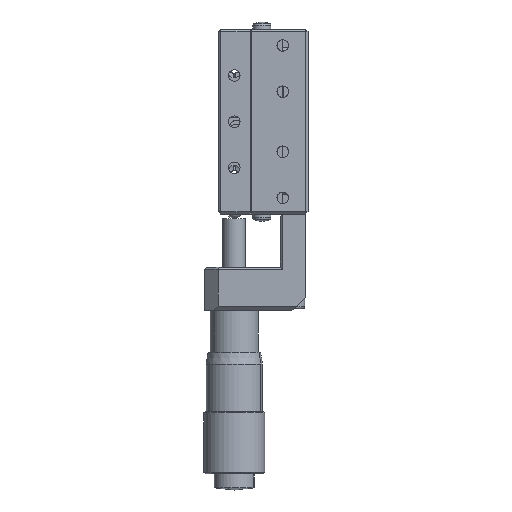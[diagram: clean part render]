
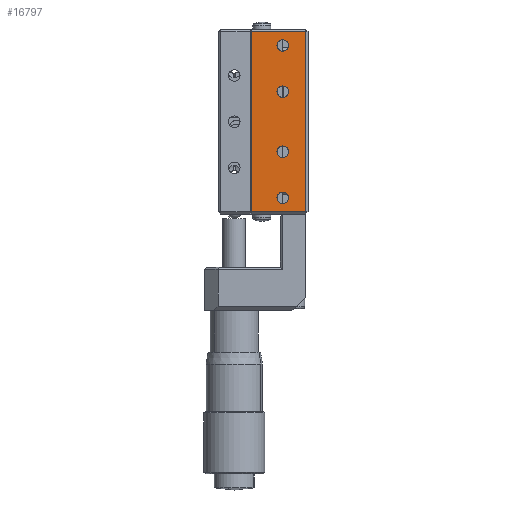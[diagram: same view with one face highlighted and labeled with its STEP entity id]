
A CAD part, front view. The second image highlights one B-rep face of the part: STEP entity #16797.
In plain terms, the highlighted planar face has unit normal (0, -1, 0).
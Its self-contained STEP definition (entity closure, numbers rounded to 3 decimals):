
#217 = AXIS2_PLACEMENT_3D ( 'NONE', #25783, #15730, #18326 ) ;
#248 = CARTESIAN_POINT ( 'NONE',  ( 7.2, 0., 40. ) ) ;
#274 = CIRCLE ( 'NONE', #25516, 1.25 ) ;
#280 = DIRECTION ( 'NONE',  ( 0., 0., -1. ) ) ;
#393 = EDGE_CURVE ( 'NONE', #12727, #17319, #20198, .T. ) ;
#1322 = CARTESIAN_POINT ( 'NONE',  ( 19., 0., 39.5 ) ) ;
#2087 = FACE_BOUND ( 'NONE', #26288, .T. ) ;
#2227 = DIRECTION ( 'NONE',  ( 0., -1., 0. ) ) ;
#2323 = EDGE_CURVE ( 'NONE', #17319, #7293, #27345, .T. ) ;
#2920 = CARTESIAN_POINT ( 'NONE',  ( 14., 0., 35.25 ) ) ;
#2987 = CARTESIAN_POINT ( 'NONE',  ( 7.2, 0., 39.5 ) ) ;
#3267 = EDGE_LOOP ( 'NONE', ( #6877, #24431, #23464, #14292 ) ) ;
#3611 = VERTEX_POINT ( 'NONE', #27517 ) ;
#5604 = AXIS2_PLACEMENT_3D ( 'NONE', #248, #12981, #18395 ) ;
#5672 = DIRECTION ( 'NONE',  ( 0., -1., 0. ) ) ;
#6727 = CIRCLE ( 'NONE', #19470, 1.25 ) ;
#6877 = ORIENTED_EDGE ( 'NONE', *, *, #28942, .T. ) ;
#7293 = VERTEX_POINT ( 'NONE', #25962 ) ;
#7820 = CARTESIAN_POINT ( 'NONE',  ( 14., 0., 37.75 ) ) ;
#8113 = CARTESIAN_POINT ( 'NONE',  ( 14., 0., 14.75 ) ) ;
#8226 = CARTESIAN_POINT ( 'NONE',  ( 7.2, 0., 40. ) ) ;
#8323 = ORIENTED_EDGE ( 'NONE', *, *, #12351, .F. ) ;
#8324 = EDGE_CURVE ( 'NONE', #11753, #22344, #15848, .T. ) ;
#8575 = FACE_BOUND ( 'NONE', #14927, .T. ) ;
#8970 = LINE ( 'NONE', #11767, #13480 ) ;
#9007 = DIRECTION ( 'NONE',  ( 0., -1., 0. ) ) ;
#9141 = AXIS2_PLACEMENT_3D ( 'NONE', #15982, #23750, #18558 ) ;
#9243 = EDGE_CURVE ( 'NONE', #14861, #16794, #25489, .T. ) ;
#9335 = ORIENTED_EDGE ( 'NONE', *, *, #8324, .F. ) ;
#9839 = AXIS2_PLACEMENT_3D ( 'NONE', #26478, #16321, #28869 ) ;
#9952 = CARTESIAN_POINT ( 'NONE',  ( 14., 0., 13.5 ) ) ;
#10348 = PLANE ( 'NONE',  #5604 ) ;
#11057 = VERTEX_POINT ( 'NONE', #12507 ) ;
#11266 = CARTESIAN_POINT ( 'NONE',  ( 14., 0., 13.5 ) ) ;
#11753 = VERTEX_POINT ( 'NONE', #21449 ) ;
#11767 = CARTESIAN_POINT ( 'NONE',  ( 19., 0., 40. ) ) ;
#12147 = EDGE_LOOP ( 'NONE', ( #9335, #31656 ) ) ;
#12351 = EDGE_CURVE ( 'NONE', #27055, #3611, #19408, .T. ) ;
#12507 = CARTESIAN_POINT ( 'NONE',  ( 14., 0., 2.25 ) ) ;
#12691 = EDGE_CURVE ( 'NONE', #28000, #11057, #17016, .T. ) ;
#12701 = DIRECTION ( 'NONE',  ( 0., 0., -1. ) ) ;
#12727 = VERTEX_POINT ( 'NONE', #1322 ) ;
#12981 = DIRECTION ( 'NONE',  ( 0., 1., 0. ) ) ;
#13480 = VECTOR ( 'NONE', #24989, 1000. ) ;
#13700 = AXIS2_PLACEMENT_3D ( 'NONE', #18723, #5672, #31503 ) ;
#14032 = EDGE_CURVE ( 'NONE', #3611, #27055, #6727, .T. ) ;
#14281 = CIRCLE ( 'NONE', #9141, 1.25 ) ;
#14292 = ORIENTED_EDGE ( 'NONE', *, *, #29879, .T. ) ;
#14861 = VERTEX_POINT ( 'NONE', #2920 ) ;
#14927 = EDGE_LOOP ( 'NONE', ( #28377, #19836 ) ) ;
#15189 = ORIENTED_EDGE ( 'NONE', *, *, #20924, .F. ) ;
#15730 = DIRECTION ( 'NONE',  ( 0., -1., 0. ) ) ;
#15830 = DIRECTION ( 'NONE',  ( 0., -1., 0. ) ) ;
#15848 = CIRCLE ( 'NONE', #13700, 1.25 ) ;
#15913 = FACE_BOUND ( 'NONE', #21919, .T. ) ;
#15982 = CARTESIAN_POINT ( 'NONE',  ( 14., 0., 26.5 ) ) ;
#16321 = DIRECTION ( 'NONE',  ( 0., -1., 0. ) ) ;
#16794 = VERTEX_POINT ( 'NONE', #7820 ) ;
#16797 = ADVANCED_FACE ( 'NONE', ( #8575, #21935, #2087, #15913, #30870 ), #10348, .F. ) ;
#17016 = CIRCLE ( 'NONE', #27021, 1.25 ) ;
#17319 = VERTEX_POINT ( 'NONE', #17573 ) ;
#17573 = CARTESIAN_POINT ( 'NONE',  ( 7.2, 0., 39.5 ) ) ;
#18326 = DIRECTION ( 'NONE',  ( 0., 0., -1. ) ) ;
#18395 = DIRECTION ( 'NONE',  ( 0., 0., 1. ) ) ;
#18558 = DIRECTION ( 'NONE',  ( 0., 0., -1. ) ) ;
#18723 = CARTESIAN_POINT ( 'NONE',  ( 14., 0., 26.5 ) ) ;
#19408 = CIRCLE ( 'NONE', #25719, 1.25 ) ;
#19470 = AXIS2_PLACEMENT_3D ( 'NONE', #11266, #31976, #29498 ) ;
#19836 = ORIENTED_EDGE ( 'NONE', *, *, #33136, .F. ) ;
#20198 = LINE ( 'NONE', #2987, #30327 ) ;
#20924 = EDGE_CURVE ( 'NONE', #11057, #28000, #28232, .T. ) ;
#21449 = CARTESIAN_POINT ( 'NONE',  ( 14., 0., 25.25 ) ) ;
#21919 = EDGE_LOOP ( 'NONE', ( #15189, #32077 ) ) ;
#21935 = FACE_BOUND ( 'NONE', #12147, .T. ) ;
#22344 = VERTEX_POINT ( 'NONE', #23392 ) ;
#22690 = VECTOR ( 'NONE', #25795, 1000. ) ;
#23392 = CARTESIAN_POINT ( 'NONE',  ( 14., 0., 27.75 ) ) ;
#23464 = ORIENTED_EDGE ( 'NONE', *, *, #2323, .T. ) ;
#23750 = DIRECTION ( 'NONE',  ( 0., -1., 0. ) ) ;
#24108 = VECTOR ( 'NONE', #26361, 1000. ) ;
#24155 = DIRECTION ( 'NONE',  ( -1., 0., 0. ) ) ;
#24431 = ORIENTED_EDGE ( 'NONE', *, *, #393, .T. ) ;
#24989 = DIRECTION ( 'NONE',  ( 0., 0., 1. ) ) ;
#25129 = LINE ( 'NONE', #30762, #22690 ) ;
#25428 = DIRECTION ( 'NONE',  ( 0., 0., -1. ) ) ;
#25489 = CIRCLE ( 'NONE', #217, 1.25 ) ;
#25516 = AXIS2_PLACEMENT_3D ( 'NONE', #28832, #15830, #280 ) ;
#25719 = AXIS2_PLACEMENT_3D ( 'NONE', #9952, #2227, #12701 ) ;
#25783 = CARTESIAN_POINT ( 'NONE',  ( 14., 0., 36.5 ) ) ;
#25795 = DIRECTION ( 'NONE',  ( 1., 0., 0. ) ) ;
#25962 = CARTESIAN_POINT ( 'NONE',  ( 7.2, 0., 0.5 ) ) ;
#26288 = EDGE_LOOP ( 'NONE', ( #29383, #8323 ) ) ;
#26361 = DIRECTION ( 'NONE',  ( 0., 0., -1. ) ) ;
#26478 = CARTESIAN_POINT ( 'NONE',  ( 14., 0., 3.5 ) ) ;
#26851 = CARTESIAN_POINT ( 'NONE',  ( 19., 0., 0.5 ) ) ;
#27021 = AXIS2_PLACEMENT_3D ( 'NONE', #27255, #9007, #25428 ) ;
#27055 = VERTEX_POINT ( 'NONE', #8113 ) ;
#27255 = CARTESIAN_POINT ( 'NONE',  ( 14., 0., 3.5 ) ) ;
#27345 = LINE ( 'NONE', #8226, #24108 ) ;
#27517 = CARTESIAN_POINT ( 'NONE',  ( 14., 0., 12.25 ) ) ;
#28000 = VERTEX_POINT ( 'NONE', #30796 ) ;
#28232 = CIRCLE ( 'NONE', #9839, 1.25 ) ;
#28377 = ORIENTED_EDGE ( 'NONE', *, *, #9243, .F. ) ;
#28701 = EDGE_CURVE ( 'NONE', #22344, #11753, #14281, .T. ) ;
#28832 = CARTESIAN_POINT ( 'NONE',  ( 14., 0., 36.5 ) ) ;
#28869 = DIRECTION ( 'NONE',  ( 0., 0., -1. ) ) ;
#28942 = EDGE_CURVE ( 'NONE', #29664, #12727, #8970, .T. ) ;
#29383 = ORIENTED_EDGE ( 'NONE', *, *, #14032, .F. ) ;
#29498 = DIRECTION ( 'NONE',  ( 0., 0., -1. ) ) ;
#29664 = VERTEX_POINT ( 'NONE', #26851 ) ;
#29879 = EDGE_CURVE ( 'NONE', #7293, #29664, #25129, .T. ) ;
#30327 = VECTOR ( 'NONE', #24155, 1000. ) ;
#30762 = CARTESIAN_POINT ( 'NONE',  ( 7.2, 0., 0.5 ) ) ;
#30796 = CARTESIAN_POINT ( 'NONE',  ( 14., 0., 4.75 ) ) ;
#30870 = FACE_OUTER_BOUND ( 'NONE', #3267, .T. ) ;
#31503 = DIRECTION ( 'NONE',  ( 0., 0., -1. ) ) ;
#31656 = ORIENTED_EDGE ( 'NONE', *, *, #28701, .F. ) ;
#31976 = DIRECTION ( 'NONE',  ( 0., -1., 0. ) ) ;
#32077 = ORIENTED_EDGE ( 'NONE', *, *, #12691, .F. ) ;
#33136 = EDGE_CURVE ( 'NONE', #16794, #14861, #274, .T. ) ;
